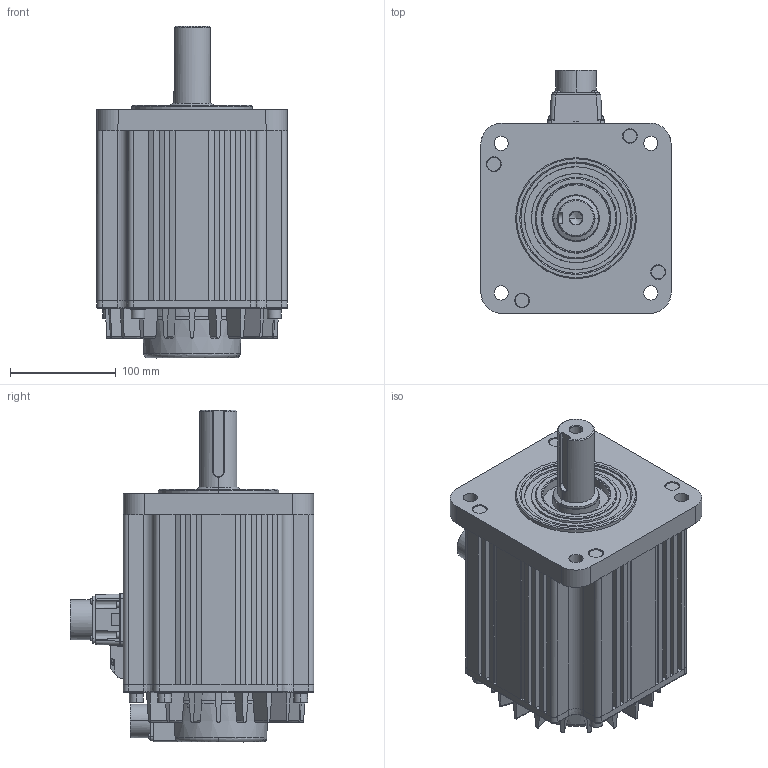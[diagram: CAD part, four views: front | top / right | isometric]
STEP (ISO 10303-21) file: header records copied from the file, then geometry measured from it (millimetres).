
FILE_DESCRIPTION (( 'STEP AP214' ), '1' );
FILE_NAME ('ECMA-FX1830SS 230B Coord fXT.STEP', '2020-06-09T17:45:54', ( '' ), ( '' ), 'SwSTEP 2.0', 'SolidWorks 2017', '' );
FILE_SCHEMA (( 'AUTOMOTIVE_DESIGN' ));
Length unit declared in the file: inch
Products named in the file (1): ECMA-FX1830SS 230B Coord fXT
Bounding box: 180 x 230.02 x 314 mm (x, y, z)
Volume: 6006729 mm3; surface area: 316983 mm2
Topology: 1 solids, 1 shells, 632 faces, 1596 edges, 1038 vertices
Faces by surface type: plane 336, cylinder 202, cone 50, bspline 33, torus 11
Entity records: 29240 total; most frequent: CARTESIAN_POINT 15590, ORIENTED_EDGE 3188, DIRECTION 2162, EDGE_CURVE 1594, VERTEX_POINT 1038, LINE 722, VECTOR 722, AXIS2_PLACEMENT_3D 720
